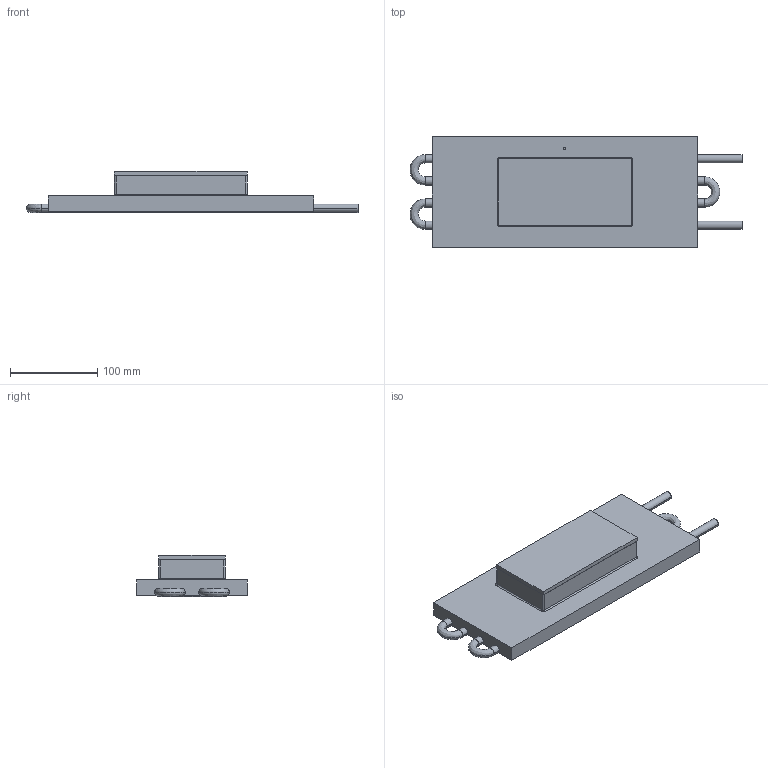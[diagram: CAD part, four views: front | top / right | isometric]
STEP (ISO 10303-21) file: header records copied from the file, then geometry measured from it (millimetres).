
FILE_DESCRIPTION (( 'STEP AP203' ), '1' );
FILE_NAME ('lcp-21.STEP', '2016-06-03T19:17:30', ( '' ), ( '' ), 'SwSTEP 2.0', 'SolidWorks 2016', '' );
FILE_SCHEMA (( 'CONFIG_CONTROL_DESIGN' ));
Length unit declared in the file: inch
Products named in the file (1): lcp-21
Bounding box: 380.94 x 127 x 47.12 mm (x, y, z)
Surface area: 201245.4 mm2 (no closed solid volume)
Topology: 0 solids, 4 shells, 74 faces, 202 edges, 134 vertices
Faces by surface type: cylinder 42, plane 22, bspline 10
Entity records: 2564 total; most frequent: CARTESIAN_POINT 561, DIRECTION 440, ORIENTED_EDGE 360, EDGE_CURVE 202, AXIS2_PLACEMENT_3D 173, VERTEX_POINT 134, CIRCLE 108, VECTOR 94
